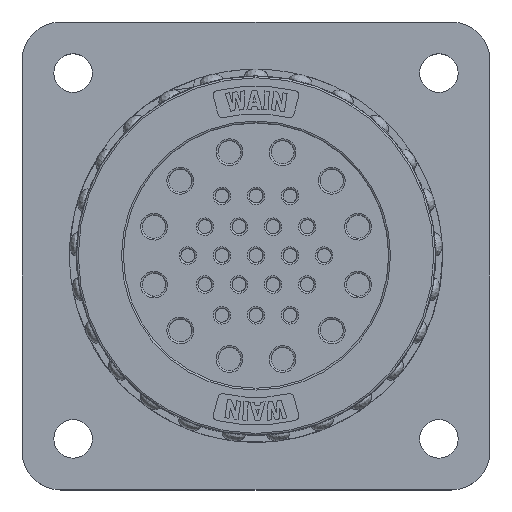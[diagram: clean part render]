
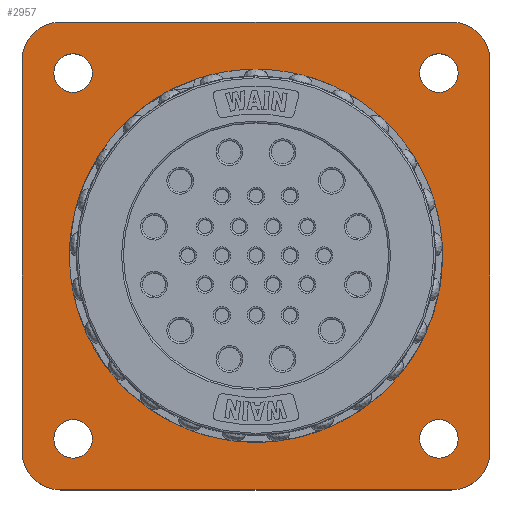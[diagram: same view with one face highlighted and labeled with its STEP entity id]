
A CAD part, top view. The second image highlights one B-rep face of the part: STEP entity #2957.
In plain terms, the highlighted planar face has unit normal (0, 0, 1).
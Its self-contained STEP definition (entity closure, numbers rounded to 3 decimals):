
#2957=ADVANCED_FACE('',(#4579,#4580,#4581,#4582,#4583,#4584),#4054,.T.);
#4054=PLANE('',#19027);
#4579=FACE_BOUND('',#4997,.T.);
#4580=FACE_BOUND('',#4998,.T.);
#4581=FACE_BOUND('',#4999,.T.);
#4582=FACE_BOUND('',#5000,.T.);
#4583=FACE_BOUND('',#5001,.T.);
#4584=FACE_BOUND('',#5002,.T.);
#4997=EDGE_LOOP('',(#8651,#8652,#8653,#8654,#8655,#8656,#8657,#8658));
#4998=EDGE_LOOP('',(#8659));
#4999=EDGE_LOOP('',(#8660));
#5000=EDGE_LOOP('',(#8661));
#5001=EDGE_LOOP('',(#8662));
#5002=EDGE_LOOP('',(#8663));
#6371=LINE('',#24394,#7465);
#6374=LINE('',#24402,#7468);
#6377=LINE('',#24410,#7471);
#6380=LINE('',#24418,#7474);
#7465=VECTOR('',#20470,1.);
#7468=VECTOR('',#20479,1.);
#7471=VECTOR('',#20488,1.);
#7474=VECTOR('',#20497,1.);
#8651=ORIENTED_EDGE('',*,*,#15983,.F.);
#8652=ORIENTED_EDGE('',*,*,#15981,.T.);
#8653=ORIENTED_EDGE('',*,*,#15979,.F.);
#8654=ORIENTED_EDGE('',*,*,#15977,.T.);
#8655=ORIENTED_EDGE('',*,*,#15975,.F.);
#8656=ORIENTED_EDGE('',*,*,#15973,.T.);
#8657=ORIENTED_EDGE('',*,*,#15971,.F.);
#8658=ORIENTED_EDGE('',*,*,#15969,.T.);
#8659=ORIENTED_EDGE('',*,*,#15984,.T.);
#8660=ORIENTED_EDGE('',*,*,#15985,.T.);
#8661=ORIENTED_EDGE('',*,*,#15986,.T.);
#8662=ORIENTED_EDGE('',*,*,#15987,.T.);
#8663=ORIENTED_EDGE('',*,*,#15988,.T.);
#14084=VERTEX_POINT('',#24389);
#14085=VERTEX_POINT('',#24391);
#14086=VERTEX_POINT('',#24395);
#14087=VERTEX_POINT('',#24399);
#14088=VERTEX_POINT('',#24403);
#14089=VERTEX_POINT('',#24407);
#14090=VERTEX_POINT('',#24411);
#14091=VERTEX_POINT('',#24415);
#14092=VERTEX_POINT('',#24421);
#14093=VERTEX_POINT('',#24423);
#14094=VERTEX_POINT('',#24425);
#14095=VERTEX_POINT('',#24427);
#14096=VERTEX_POINT('',#24429);
#15969=EDGE_CURVE('',#14085,#14084,#18682,.T.);
#15971=EDGE_CURVE('',#14085,#14086,#6371,.T.);
#15973=EDGE_CURVE('',#14087,#14086,#18683,.T.);
#15975=EDGE_CURVE('',#14087,#14088,#6374,.T.);
#15977=EDGE_CURVE('',#14089,#14088,#18684,.T.);
#15979=EDGE_CURVE('',#14089,#14090,#6377,.T.);
#15981=EDGE_CURVE('',#14091,#14090,#18685,.T.);
#15983=EDGE_CURVE('',#14091,#14084,#6380,.T.);
#15984=EDGE_CURVE('',#14092,#14092,#18686,.T.);
#15985=EDGE_CURVE('',#14093,#14093,#18687,.T.);
#15986=EDGE_CURVE('',#14094,#14094,#18688,.T.);
#15987=EDGE_CURVE('',#14095,#14095,#18689,.T.);
#15988=EDGE_CURVE('',#14096,#14096,#18690,.T.);
#18682=CIRCLE('',#19010,4.2);
#18683=CIRCLE('',#19013,4.2);
#18684=CIRCLE('',#19016,4.2);
#18685=CIRCLE('',#19019,4.2);
#18686=CIRCLE('',#19022,2.1);
#18687=CIRCLE('',#19023,2.1);
#18688=CIRCLE('',#19024,2.1);
#18689=CIRCLE('',#19025,2.1);
#18690=CIRCLE('',#19026,17.);
#19010=AXIS2_PLACEMENT_3D('',#24390,#20465,#20466);
#19013=AXIS2_PLACEMENT_3D('',#24398,#20474,#20475);
#19016=AXIS2_PLACEMENT_3D('',#24406,#20483,#20484);
#19019=AXIS2_PLACEMENT_3D('',#24414,#20492,#20493);
#19022=AXIS2_PLACEMENT_3D('',#24420,#20500,#20501);
#19023=AXIS2_PLACEMENT_3D('',#24422,#20502,#20503);
#19024=AXIS2_PLACEMENT_3D('',#24424,#20504,#20505);
#19025=AXIS2_PLACEMENT_3D('',#24426,#20506,#20507);
#19026=AXIS2_PLACEMENT_3D('',#24428,#20508,#20509);
#19027=AXIS2_PLACEMENT_3D('',#24430,#20510,#20511);
#20465=DIRECTION('',(0.,0.,1.));
#20466=DIRECTION('',(0.,-1.,0.));
#20470=DIRECTION('',(-1.,0.,0.));
#20474=DIRECTION('',(0.,0.,1.));
#20475=DIRECTION('',(-1.,0.,0.));
#20479=DIRECTION('',(0.,1.,0.));
#20483=DIRECTION('',(0.,0.,1.));
#20484=DIRECTION('',(0.,1.,0.));
#20488=DIRECTION('',(1.,0.,0.));
#20492=DIRECTION('',(0.,0.,1.));
#20493=DIRECTION('',(1.,0.,0.));
#20497=DIRECTION('',(0.,-1.,0.));
#20500=DIRECTION('',(0.,0.,-1.));
#20501=DIRECTION('',(1.,0.,0.));
#20502=DIRECTION('',(0.,0.,-1.));
#20503=DIRECTION('',(1.,0.,0.));
#20504=DIRECTION('',(0.,0.,-1.));
#20505=DIRECTION('',(1.,0.,0.));
#20506=DIRECTION('',(0.,0.,-1.));
#20507=DIRECTION('',(1.,0.,0.));
#20508=DIRECTION('',(0.,0.,-1.));
#20509=DIRECTION('',(-0.76,0.65,0.));
#20510=DIRECTION('',(0.,0.,1.));
#20511=DIRECTION('',(1.,0.,0.));
#24389=CARTESIAN_POINT('',(25.4,-21.2,3.5));
#24390=CARTESIAN_POINT('',(21.2,-21.2,3.5));
#24391=CARTESIAN_POINT('',(21.2,-25.4,3.5));
#24394=CARTESIAN_POINT('',(21.2,-25.4,3.5));
#24395=CARTESIAN_POINT('',(-21.2,-25.4,3.5));
#24398=CARTESIAN_POINT('',(-21.2,-21.2,3.5));
#24399=CARTESIAN_POINT('',(-25.4,-21.2,3.5));
#24402=CARTESIAN_POINT('',(-25.4,-21.2,3.5));
#24403=CARTESIAN_POINT('',(-25.4,21.2,3.5));
#24406=CARTESIAN_POINT('',(-21.2,21.2,3.5));
#24407=CARTESIAN_POINT('',(-21.2,25.4,3.5));
#24410=CARTESIAN_POINT('',(-21.2,25.4,3.5));
#24411=CARTESIAN_POINT('',(21.2,25.4,3.5));
#24414=CARTESIAN_POINT('',(21.2,21.2,3.5));
#24415=CARTESIAN_POINT('',(25.4,21.2,3.5));
#24418=CARTESIAN_POINT('',(25.4,21.2,3.5));
#24420=CARTESIAN_POINT('',(19.85,19.85,3.5));
#24421=CARTESIAN_POINT('',(21.95,19.85,3.5));
#24422=CARTESIAN_POINT('',(-19.85,-19.85,3.5));
#24423=CARTESIAN_POINT('',(-17.75,-19.85,3.5));
#24424=CARTESIAN_POINT('',(-19.85,19.85,3.5));
#24425=CARTESIAN_POINT('',(-17.75,19.85,3.5));
#24426=CARTESIAN_POINT('',(19.85,-19.85,3.5));
#24427=CARTESIAN_POINT('',(21.95,-19.85,3.5));
#24428=CARTESIAN_POINT('',(0.,0.,3.5));
#24429=CARTESIAN_POINT('',(-12.918,11.052,3.5));
#24430=CARTESIAN_POINT('',(0.,0.,3.5));
